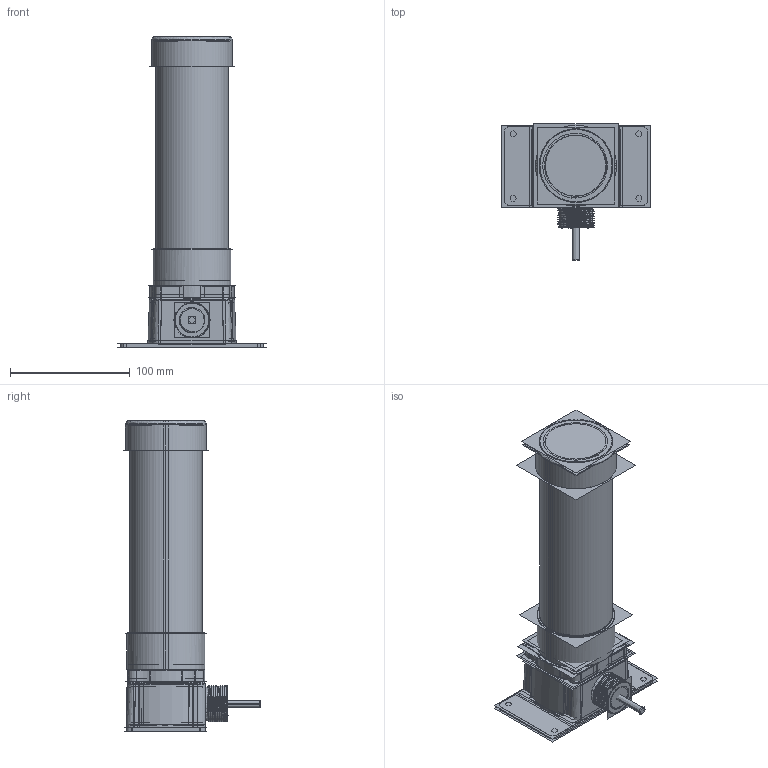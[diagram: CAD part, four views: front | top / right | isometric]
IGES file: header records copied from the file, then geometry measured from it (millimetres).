
Start section:  PTC IGES file: 167993.igs
Global section: file name: 167993.igs; native system: Pro/ENGINEER by Parametric Technology Corporation; preprocessor: 2009141; author: banengservice; organization: Unknown; date: 20120927.095851; units: millimetre
Bounding box: 124.8 x 114.02 x 259.89 mm (x, y, z)
Volume: 367522.9 mm3; surface area: 1609525.1 mm2
Topology: 32 solids, 38 shells, 3314 faces, 16753 edges, 21049 vertices
Faces by surface type: bspline 1872, revolution 1374, extrusion 68
